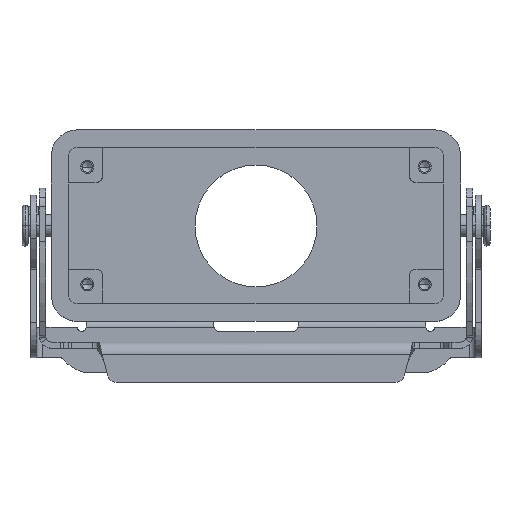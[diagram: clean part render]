
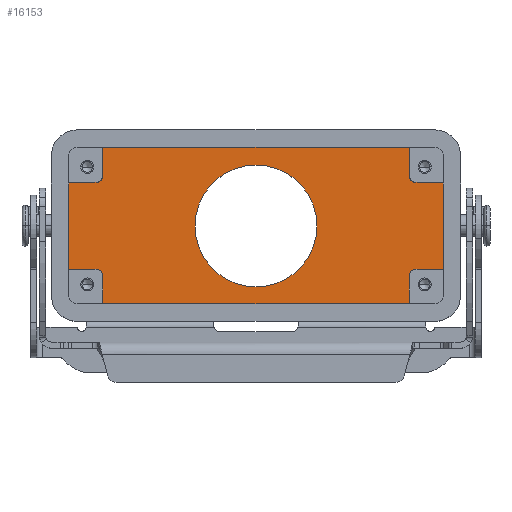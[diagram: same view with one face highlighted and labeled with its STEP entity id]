
A CAD part, top view. The second image highlights one B-rep face of the part: STEP entity #16153.
In plain terms, the highlighted planar face has unit normal (0, 0, 1).
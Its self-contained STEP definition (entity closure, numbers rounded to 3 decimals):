
#7754=CARTESIAN_POINT('',(-14.,0.,-38.5));
#7755=VERTEX_POINT('',#7754);
#7771=CARTESIAN_POINT('',(14.,0.,-38.5));
#7772=VERTEX_POINT('',#7771);
#7779=CARTESIAN_POINT('',(0.0,0.0,-38.5));
#7780=DIRECTION('',(0.0,0.0,-1.0));
#7781=DIRECTION('',(-1.0,0.0,0.0));
#7782=AXIS2_PLACEMENT_3D('',#7779,#7780,#7781);
#7783=CIRCLE('',#7782,14.);
#7784=EDGE_CURVE('',#7755,#7772,#7783,.T.);
#13960=CARTESIAN_POINT('',(-35.25,-18.75,-38.5));
#13961=VERTEX_POINT('',#13960);
#13970=CARTESIAN_POINT('',(-35.25,-11.5,-38.5));
#13971=VERTEX_POINT('',#13970);
#13972=CARTESIAN_POINT('',(-35.25,-11.5,-38.5));
#13973=DIRECTION('',(0.0,-1.0,0.0));
#13974=VECTOR('',#13973,7.25);
#13975=LINE('',#13972,#13974);
#13976=EDGE_CURVE('',#13971,#13961,#13975,.T.);
#14000=CARTESIAN_POINT('',(-36.75,-10.0,-38.5));
#14001=VERTEX_POINT('',#14000);
#14002=CARTESIAN_POINT('',(-36.75,-11.5,-38.5));
#14003=DIRECTION('',(0.0,0.0,-1.0));
#14004=DIRECTION('',(-1.0,0.0,0.0));
#14005=AXIS2_PLACEMENT_3D('',#14002,#14003,#14004);
#14006=CIRCLE('',#14005,1.5);
#14007=EDGE_CURVE('',#14001,#13971,#14006,.T.);
#14033=CARTESIAN_POINT('',(-43.75,-10.0,-38.5));
#14034=VERTEX_POINT('',#14033);
#14035=CARTESIAN_POINT('',(-43.75,-10.0,-38.5));
#14036=DIRECTION('',(1.0,0.0,0.0));
#14037=VECTOR('',#14036,7.);
#14038=LINE('',#14035,#14037);
#14039=EDGE_CURVE('',#14034,#14001,#14038,.T.);
#14104=CARTESIAN_POINT('',(-35.25,18.75,-38.5));
#14105=VERTEX_POINT('',#14104);
#14120=CARTESIAN_POINT('',(-35.25,11.5,-38.5));
#14121=VERTEX_POINT('',#14120);
#14128=CARTESIAN_POINT('',(-35.25,18.75,-38.5));
#14129=DIRECTION('',(0.0,-1.0,0.0));
#14130=VECTOR('',#14129,7.25);
#14131=LINE('',#14128,#14130);
#14132=EDGE_CURVE('',#14105,#14121,#14131,.T.);
#14195=CARTESIAN_POINT('',(-36.75,10.0,-38.5));
#14196=VERTEX_POINT('',#14195);
#14197=CARTESIAN_POINT('',(-36.75,11.5,-38.5));
#14198=DIRECTION('',(0.0,0.0,-1.0));
#14199=DIRECTION('',(0.0,-1.0,0.0));
#14200=AXIS2_PLACEMENT_3D('',#14197,#14198,#14199);
#14201=CIRCLE('',#14200,1.5);
#14202=EDGE_CURVE('',#14121,#14196,#14201,.T.);
#14220=CARTESIAN_POINT('',(-43.75,10.0,-38.5));
#14221=VERTEX_POINT('',#14220);
#14222=CARTESIAN_POINT('',(-36.75,10.0,-38.5));
#14223=DIRECTION('',(-1.0,0.0,0.0));
#14224=VECTOR('',#14223,7.0);
#14225=LINE('',#14222,#14224);
#14226=EDGE_CURVE('',#14196,#14221,#14225,.T.);
#14246=CARTESIAN_POINT('',(35.25,-18.75,-38.5));
#14247=VERTEX_POINT('',#14246);
#14262=CARTESIAN_POINT('',(35.25,-11.5,-38.5));
#14263=VERTEX_POINT('',#14262);
#14270=CARTESIAN_POINT('',(35.25,-18.75,-38.5));
#14271=DIRECTION('',(0.0,1.0,0.0));
#14272=VECTOR('',#14271,7.25);
#14273=LINE('',#14270,#14272);
#14274=EDGE_CURVE('',#14247,#14263,#14273,.T.);
#14337=CARTESIAN_POINT('',(36.75,-10.,-38.5));
#14338=VERTEX_POINT('',#14337);
#14339=CARTESIAN_POINT('',(36.75,-11.5,-38.5));
#14340=DIRECTION('',(0.0,0.0,-1.0));
#14341=DIRECTION('',(0.0,1.0,0.0));
#14342=AXIS2_PLACEMENT_3D('',#14339,#14340,#14341);
#14343=CIRCLE('',#14342,1.5);
#14344=EDGE_CURVE('',#14263,#14338,#14343,.T.);
#14362=CARTESIAN_POINT('',(43.75,-10.0,-38.5));
#14363=VERTEX_POINT('',#14362);
#14364=CARTESIAN_POINT('',(36.75,-10.,-38.5));
#14365=DIRECTION('',(1.0,0.0,0.0));
#14366=VECTOR('',#14365,7.);
#14367=LINE('',#14364,#14366);
#14368=EDGE_CURVE('',#14338,#14363,#14367,.T.);
#14386=CARTESIAN_POINT('',(35.25,18.75,-38.5));
#14387=VERTEX_POINT('',#14386);
#14396=CARTESIAN_POINT('',(35.25,11.5,-38.5));
#14397=VERTEX_POINT('',#14396);
#14398=CARTESIAN_POINT('',(35.25,11.5,-38.5));
#14399=DIRECTION('',(0.0,1.0,0.0));
#14400=VECTOR('',#14399,7.25);
#14401=LINE('',#14398,#14400);
#14402=EDGE_CURVE('',#14397,#14387,#14401,.T.);
#14426=CARTESIAN_POINT('',(36.75,10.0,-38.5));
#14427=VERTEX_POINT('',#14426);
#14428=CARTESIAN_POINT('',(36.75,11.5,-38.5));
#14429=DIRECTION('',(0.0,0.0,-1.0));
#14430=DIRECTION('',(1.0,0.0,0.0));
#14431=AXIS2_PLACEMENT_3D('',#14428,#14429,#14430);
#14432=CIRCLE('',#14431,1.5);
#14433=EDGE_CURVE('',#14427,#14397,#14432,.T.);
#14459=CARTESIAN_POINT('',(43.75,10.0,-38.5));
#14460=VERTEX_POINT('',#14459);
#14461=CARTESIAN_POINT('',(43.75,10.0,-38.5));
#14462=DIRECTION('',(-1.0,0.0,0.0));
#14463=VECTOR('',#14462,7.0);
#14464=LINE('',#14461,#14463);
#14465=EDGE_CURVE('',#14460,#14427,#14464,.T.);
#14634=CARTESIAN_POINT('',(-43.75,10.0,-38.5));
#14635=DIRECTION('',(0.0,-1.0,0.0));
#14636=VECTOR('',#14635,20.0);
#14637=LINE('',#14634,#14636);
#14638=EDGE_CURVE('',#14221,#14034,#14637,.T.);
#14720=CARTESIAN_POINT('',(-35.25,-18.75,-38.5));
#14721=DIRECTION('',(1.0,0.0,0.0));
#14722=VECTOR('',#14721,70.5);
#14723=LINE('',#14720,#14722);
#14724=EDGE_CURVE('',#13961,#14247,#14723,.T.);
#15316=CARTESIAN_POINT('',(0.0,0.0,-38.5));
#15317=DIRECTION('',(0.0,0.0,-1.0));
#15318=DIRECTION('',(-1.0,0.0,0.0));
#15319=AXIS2_PLACEMENT_3D('',#15316,#15317,#15318);
#15320=CIRCLE('',#15319,14.);
#15321=EDGE_CURVE('',#7772,#7755,#15320,.T.);
#15978=CARTESIAN_POINT('',(43.75,-10.0,-38.5));
#15979=DIRECTION('',(0.0,1.0,0.0));
#15980=VECTOR('',#15979,20.0);
#15981=LINE('',#15978,#15980);
#15982=EDGE_CURVE('',#14363,#14460,#15981,.T.);
#15998=CARTESIAN_POINT('',(35.25,18.75,-38.5));
#15999=DIRECTION('',(-1.0,0.0,0.0));
#16000=VECTOR('',#15999,70.5);
#16001=LINE('',#15998,#16000);
#16002=EDGE_CURVE('',#14387,#14105,#16001,.T.);
#16126=CARTESIAN_POINT('',(0.0,0.,-38.5));
#16127=DIRECTION('',(0.0,0.0,1.0));
#16128=DIRECTION('',(1.0,0.0,0.0));
#16129=AXIS2_PLACEMENT_3D('',#16126,#16127,#16128);
#16130=PLANE('',#16129);
#16131=ORIENTED_EDGE('',*,*,#13976,.T.);
#16132=ORIENTED_EDGE('',*,*,#14724,.T.);
#16133=ORIENTED_EDGE('',*,*,#14274,.T.);
#16134=ORIENTED_EDGE('',*,*,#14344,.T.);
#16135=ORIENTED_EDGE('',*,*,#14368,.T.);
#16136=ORIENTED_EDGE('',*,*,#15982,.T.);
#16137=ORIENTED_EDGE('',*,*,#14465,.T.);
#16138=ORIENTED_EDGE('',*,*,#14433,.T.);
#16139=ORIENTED_EDGE('',*,*,#14402,.T.);
#16140=ORIENTED_EDGE('',*,*,#16002,.T.);
#16141=ORIENTED_EDGE('',*,*,#14132,.T.);
#16142=ORIENTED_EDGE('',*,*,#14202,.T.);
#16143=ORIENTED_EDGE('',*,*,#14226,.T.);
#16144=ORIENTED_EDGE('',*,*,#14638,.T.);
#16145=ORIENTED_EDGE('',*,*,#14039,.T.);
#16146=ORIENTED_EDGE('',*,*,#14007,.T.);
#16147=EDGE_LOOP('',(#16131,#16132,#16133,#16134,#16135,#16136,#16137,#16138,#16139,#16140,#16141,#16142,#16143,#16144,#16145,#16146));
#16148=FACE_OUTER_BOUND('',#16147,.T.);
#16149=ORIENTED_EDGE('',*,*,#15321,.T.);
#16150=ORIENTED_EDGE('',*,*,#7784,.T.);
#16151=EDGE_LOOP('',(#16149,#16150));
#16152=FACE_BOUND('',#16151,.T.);
#16153=ADVANCED_FACE('',(#16148,#16152),#16130,.T.);
